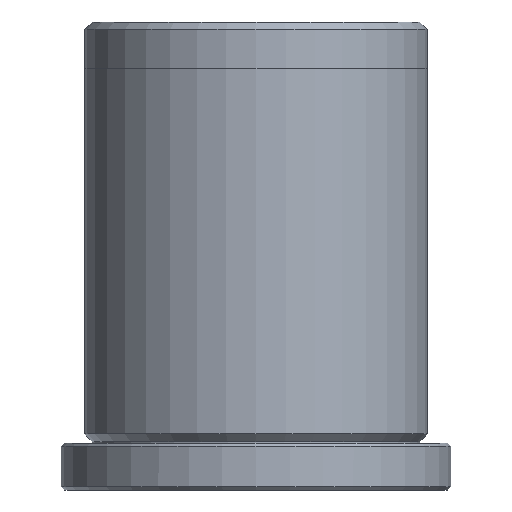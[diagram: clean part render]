
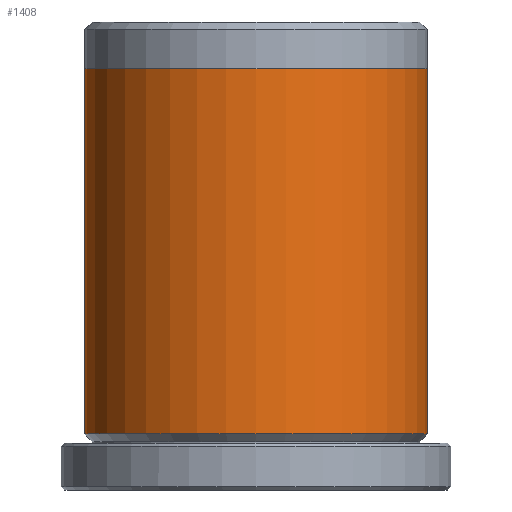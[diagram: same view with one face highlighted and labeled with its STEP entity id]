
A CAD part, front view. The second image highlights one B-rep face of the part: STEP entity #1408.
In plain terms, the highlighted cylindrical face has radius 11 mm (diameter 22 mm), a partial arc.
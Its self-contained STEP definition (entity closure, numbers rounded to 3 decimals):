
#92 = VECTOR ( 'NONE', #1411, 1000. ) ;
#135 = CARTESIAN_POINT ( 'NONE',  ( 0., 0., 30. ) ) ;
#255 = ORIENTED_EDGE ( 'NONE', *, *, #992, .T. ) ;
#260 = CARTESIAN_POINT ( 'NONE',  ( 0., 0., 27. ) ) ;
#271 = VECTOR ( 'NONE', #699, 1000. ) ;
#284 = CARTESIAN_POINT ( 'NONE',  ( -11., 0., 30. ) ) ;
#311 = AXIS2_PLACEMENT_3D ( 'NONE', #260, #1145, #387 ) ;
#323 = CARTESIAN_POINT ( 'NONE',  ( 11., 0., 3.6 ) ) ;
#383 = ORIENTED_EDGE ( 'NONE', *, *, #1083, .F. ) ;
#387 = DIRECTION ( 'NONE',  ( 1., 0., 0. ) ) ;
#445 = EDGE_LOOP ( 'NONE', ( #383, #729, #255, #1385 ) ) ;
#515 = CIRCLE ( 'NONE', #1354, 11. ) ;
#546 = VERTEX_POINT ( 'NONE', #323 ) ;
#653 = DIRECTION ( 'NONE',  ( -1., 0., 0. ) ) ;
#657 = CIRCLE ( 'NONE', #311, 11. ) ;
#699 = DIRECTION ( 'NONE',  ( 0., 0., -1. ) ) ;
#729 = ORIENTED_EDGE ( 'NONE', *, *, #829, .F. ) ;
#741 = EDGE_CURVE ( 'NONE', #546, #807, #515, .T. ) ;
#754 = CARTESIAN_POINT ( 'NONE',  ( 0., 0., 3.6 ) ) ;
#771 = LINE ( 'NONE', #284, #92 ) ;
#807 = VERTEX_POINT ( 'NONE', #1619 ) ;
#829 = EDGE_CURVE ( 'NONE', #869, #1097, #657, .T. ) ;
#869 = VERTEX_POINT ( 'NONE', #1396 ) ;
#880 = DIRECTION ( 'NONE',  ( -1., 0., 0. ) ) ;
#992 = EDGE_CURVE ( 'NONE', #869, #807, #771, .T. ) ;
#1081 = CARTESIAN_POINT ( 'NONE',  ( 11., 0., 27. ) ) ;
#1083 = EDGE_CURVE ( 'NONE', #1097, #546, #1605, .T. ) ;
#1097 = VERTEX_POINT ( 'NONE', #1081 ) ;
#1145 = DIRECTION ( 'NONE',  ( 0., 0., 1. ) ) ;
#1161 = DIRECTION ( 'NONE',  ( 0., 0., -1. ) ) ;
#1189 = CYLINDRICAL_SURFACE ( 'NONE', #1259, 11. ) ;
#1228 = FACE_OUTER_BOUND ( 'NONE', #445, .T. ) ;
#1259 = AXIS2_PLACEMENT_3D ( 'NONE', #135, #1161, #653 ) ;
#1354 = AXIS2_PLACEMENT_3D ( 'NONE', #754, #1614, #880 ) ;
#1385 = ORIENTED_EDGE ( 'NONE', *, *, #741, .F. ) ;
#1396 = CARTESIAN_POINT ( 'NONE',  ( -11., 0., 27. ) ) ;
#1408 = ADVANCED_FACE ( 'NONE', ( #1228 ), #1189, .T. ) ;
#1411 = DIRECTION ( 'NONE',  ( 0., 0., -1. ) ) ;
#1566 = CARTESIAN_POINT ( 'NONE',  ( 11., 0., 30. ) ) ;
#1605 = LINE ( 'NONE', #1566, #271 ) ;
#1614 = DIRECTION ( 'NONE',  ( 0., 0., -1. ) ) ;
#1619 = CARTESIAN_POINT ( 'NONE',  ( -11., 0., 3.6 ) ) ;
